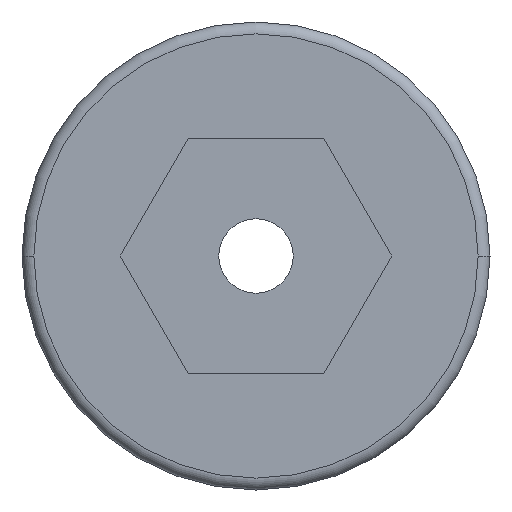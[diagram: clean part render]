
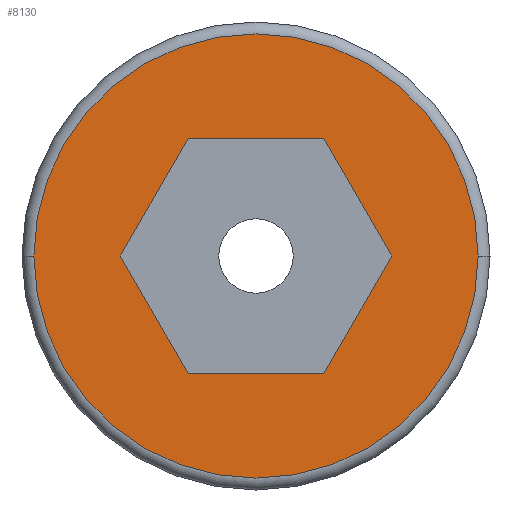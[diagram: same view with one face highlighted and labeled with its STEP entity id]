
A CAD part, left-side view. The second image highlights one B-rep face of the part: STEP entity #8130.
In plain terms, the highlighted planar face has unit normal (-1, 0, 0).
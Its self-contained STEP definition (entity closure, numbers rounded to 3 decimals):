
#3471=DIRECTION('',(0.,-0.5,0.866));
#3472=VECTOR('',#3471,2.898);
#3473=CARTESIAN_POINT('',(-5.85,2.898,0.));
#3474=LINE('',#3473,#3472);
#3475=DIRECTION('',(0.,0.5,0.866));
#3476=VECTOR('',#3475,2.898);
#3477=CARTESIAN_POINT('',(-5.85,1.449,-2.51));
#3478=LINE('',#3477,#3476);
#3479=DIRECTION('',(0.,1.,0.));
#3480=VECTOR('',#3479,2.898);
#3481=CARTESIAN_POINT('',(-5.85,-1.449,-2.51));
#3482=LINE('',#3481,#3480);
#3483=DIRECTION('',(0.,0.5,-0.866));
#3484=VECTOR('',#3483,2.898);
#3485=CARTESIAN_POINT('',(-5.85,-2.898,0.));
#3486=LINE('',#3485,#3484);
#3487=DIRECTION('',(0.,-0.5,-0.866));
#3488=VECTOR('',#3487,2.898);
#3489=CARTESIAN_POINT('',(-5.85,-1.449,2.51));
#3490=LINE('',#3489,#3488);
#3491=DIRECTION('',(0.,-1.,0.));
#3492=VECTOR('',#3491,2.898);
#3493=CARTESIAN_POINT('',(-5.85,1.449,2.51));
#3494=LINE('',#3493,#3492);
#3495=CARTESIAN_POINT('',(-5.85,0.,0.));
#3496=DIRECTION('',(-1.,0.,0.));
#3497=DIRECTION('',(0.,1.,0.));
#3498=AXIS2_PLACEMENT_3D('',#3495,#3496,#3497);
#3500=CARTESIAN_POINT('',(-5.85,0.,0.));
#3501=DIRECTION('',(-1.,0.,0.));
#3502=DIRECTION('',(0.,-1.,0.));
#3503=AXIS2_PLACEMENT_3D('',#3500,#3501,#3502);
#3754=CARTESIAN_POINT('',(-5.85,2.898,0.));
#3755=CARTESIAN_POINT('',(-5.85,1.449,2.51));
#3756=VERTEX_POINT('',#3754);
#3757=VERTEX_POINT('',#3755);
#3758=CARTESIAN_POINT('',(-5.85,-1.449,2.51));
#3759=VERTEX_POINT('',#3758);
#3760=CARTESIAN_POINT('',(-5.85,-2.898,0.));
#3761=VERTEX_POINT('',#3760);
#3762=CARTESIAN_POINT('',(-5.85,-1.449,-2.51));
#3763=VERTEX_POINT('',#3762);
#3764=CARTESIAN_POINT('',(-5.85,1.449,-2.51));
#3765=VERTEX_POINT('',#3764);
#3766=CARTESIAN_POINT('',(-5.85,4.746,0.));
#3767=CARTESIAN_POINT('',(-5.85,-4.746,0.));
#3768=VERTEX_POINT('',#3766);
#3769=VERTEX_POINT('',#3767);
#8106=CARTESIAN_POINT('',(-5.85,0.,0.));
#8107=DIRECTION('',(1.,0.,0.));
#8108=DIRECTION('',(0.,-1.,0.));
#8109=AXIS2_PLACEMENT_3D('',#8106,#8107,#8108);
#8110=PLANE('',#8109);
#8112=ORIENTED_EDGE('',*,*,#8111,.F.);
#8113=ORIENTED_EDGE('',*,*,#8096,.F.);
#8114=EDGE_LOOP('',(#8112,#8113));
#8115=FACE_OUTER_BOUND('',#8114,.F.);
#8117=ORIENTED_EDGE('',*,*,#8116,.F.);
#8119=ORIENTED_EDGE('',*,*,#8118,.F.);
#8121=ORIENTED_EDGE('',*,*,#8120,.F.);
#8123=ORIENTED_EDGE('',*,*,#8122,.F.);
#8125=ORIENTED_EDGE('',*,*,#8124,.F.);
#8127=ORIENTED_EDGE('',*,*,#8126,.F.);
#8128=EDGE_LOOP('',(#8117,#8119,#8121,#8123,#8125,#8127));
#8129=FACE_BOUND('',#8128,.F.);
#3499=CIRCLE('',#3498,4.746);
#3504=CIRCLE('',#3503,4.746);
#8096=EDGE_CURVE('',#3769,#3768,#3504,.T.);
#8111=EDGE_CURVE('',#3768,#3769,#3499,.T.);
#8116=EDGE_CURVE('',#3756,#3757,#3474,.T.);
#8118=EDGE_CURVE('',#3765,#3756,#3478,.T.);
#8120=EDGE_CURVE('',#3763,#3765,#3482,.T.);
#8122=EDGE_CURVE('',#3761,#3763,#3486,.T.);
#8124=EDGE_CURVE('',#3759,#3761,#3490,.T.);
#8126=EDGE_CURVE('',#3757,#3759,#3494,.T.);
#8130=ADVANCED_FACE('',(#8115,#8129),#8110,.F.);
